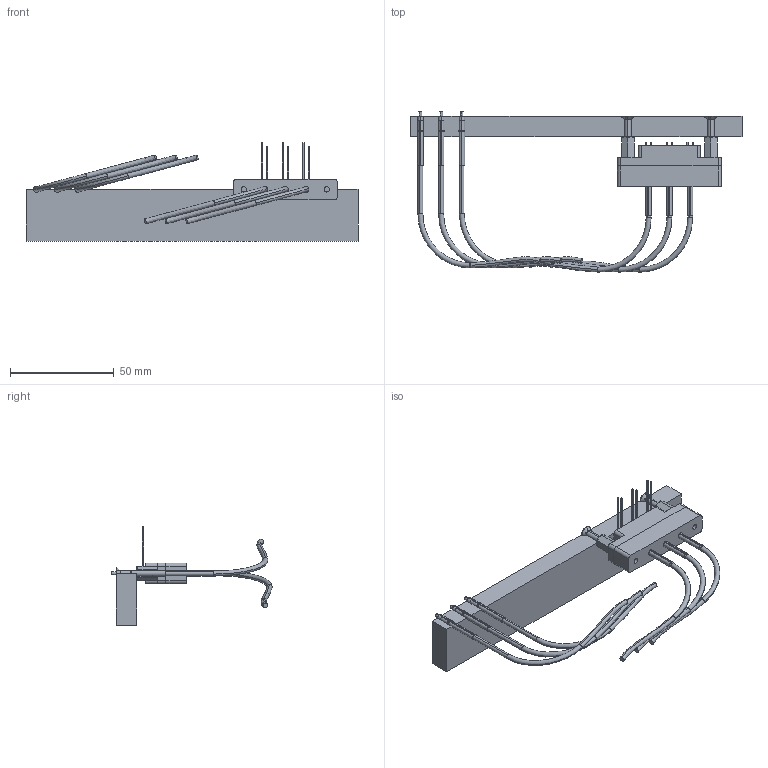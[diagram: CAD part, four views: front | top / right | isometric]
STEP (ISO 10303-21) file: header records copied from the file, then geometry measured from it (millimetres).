
FILE_DESCRIPTION (( 'STEP AP214' ), '1' );
FILE_NAME ('54789~0.STEP', '2018-03-12T07:55:59', ( '' ), ( '' ), 'SwSTEP 2.0', 'SolidWorks 2016', '' );
FILE_SCHEMA (( 'AUTOMOTIVE_DESIGN' ));
Length unit declared in the file: millimetre
Products named in the file (10): K_47724~0; 54786~0_S; 54747~0; 54748~0; DIN7991~n_M03,0x016 VA; K_47728~0_S; SKB-IA~-s-k-i-a_M3,0x10 Ku; K_47724~0_F〉 LED<S>; KS-004_35_G-K~2; 54789~0
Assembly tree (22 placements, depth 2):
  54789~0
    SKB-IA~-s-k-i-a_M3,0x10 Ku  x2
    DIN7991~n_M03,0x016 VA  x2
    54786~0_S  x3
    54747~0
    KS-004_35_G-K~2  x6
    54748~0
    K_47724~0_F〉 LED<S>  x3
    K_47724~0  x3
    K_47728~0_S
Bounding box: 160 x 77.2 x 47.5 mm (x, y, z)
Volume: 51969 mm3; surface area: 26198.2 mm2
Topology: 22 solids, 22 shells, 564 faces, 1390 edges, 911 vertices
Faces by surface type: cylinder 318, plane 198, cone 18, torus 18, bspline 12
Entity records: 8452 total; most frequent: CARTESIAN_POINT 1703, DIRECTION 1282, ORIENTED_EDGE 1138, EDGE_CURVE 569, AXIS2_PLACEMENT_3D 501, VERTEX_POINT 374, LINE 280, VECTOR 280
